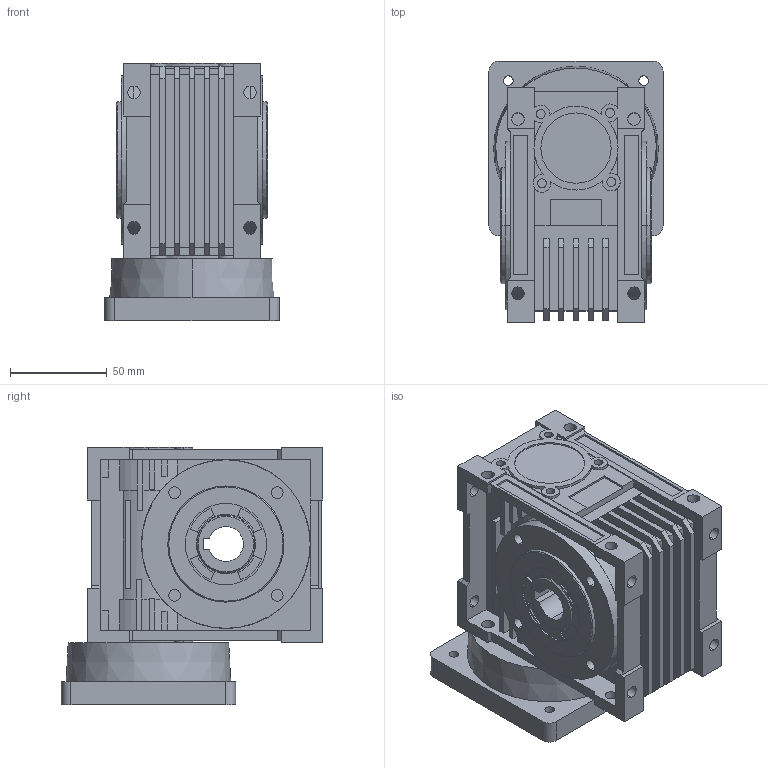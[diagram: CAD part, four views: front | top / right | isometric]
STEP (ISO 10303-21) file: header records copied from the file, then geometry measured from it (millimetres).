
FILE_DESCRIPTION (( 'STEP AP214' ), '1' );
FILE_NAME ('STP__750W伺服_14_无_不配附件_空心轴.step', '2020-04-14T12:40:31', ( 'IT Division' ), ( 'IT' ), 'SwSTEP 2.0', 'SolidWorks 2016', '' );
FILE_SCHEMA (( 'AUTOMOTIVE_DESIGN' ));
Length unit declared in the file: millimetre
Products named in the file (1): STP__750W伺服_14_无_不配附件_空心轴
Bounding box: 90 x 135 x 133 mm (x, y, z)
Volume: 803900.7 mm3; surface area: 132570.9 mm2
Topology: 1 solids, 6 shells, 687 faces, 1788 edges, 1178 vertices
Faces by surface type: plane 455, cylinder 201, cone 17, torus 14
Entity records: 22253 total; most frequent: CARTESIAN_POINT 3752, DIRECTION 3665, ORIENTED_EDGE 3576, EDGE_CURVE 1788, LINE 1267, VECTOR 1267, AXIS2_PLACEMENT_3D 1199, VERTEX_POINT 1178
